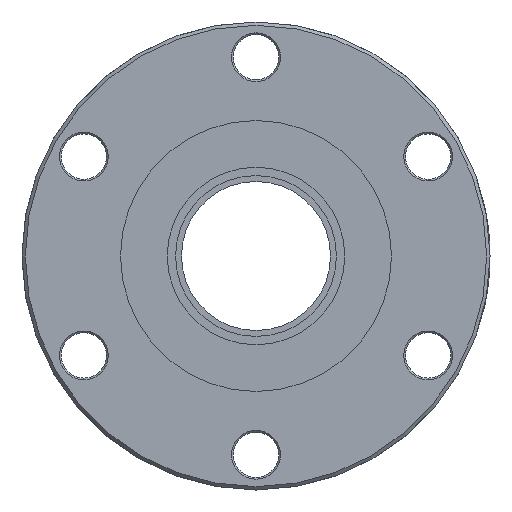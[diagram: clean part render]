
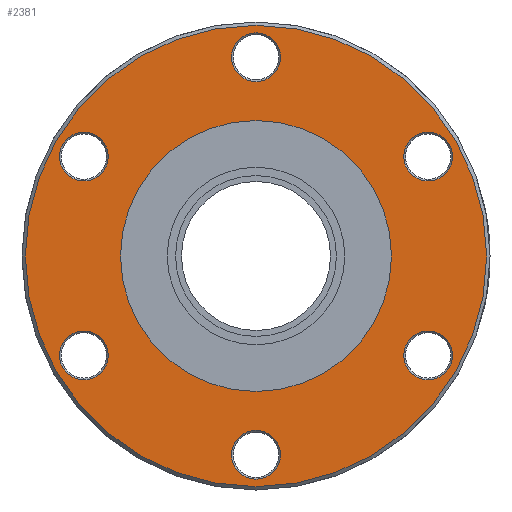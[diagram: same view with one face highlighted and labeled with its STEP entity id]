
A CAD part, front view. The second image highlights one B-rep face of the part: STEP entity #2381.
In plain terms, the highlighted planar face has unit normal (0, -1, 0).
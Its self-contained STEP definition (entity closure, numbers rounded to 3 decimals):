
#194=FACE_BOUND('',#429,.T.);
#195=FACE_BOUND('',#430,.T.);
#196=FACE_BOUND('',#431,.T.);
#197=FACE_BOUND('',#432,.T.);
#198=FACE_BOUND('',#433,.T.);
#199=FACE_BOUND('',#434,.T.);
#200=FACE_BOUND('',#435,.T.);
#220=PLANE('',#2595);
#291=FACE_OUTER_BOUND('',#428,.T.);
#428=EDGE_LOOP('',(#1618));
#429=EDGE_LOOP('',(#1619));
#430=EDGE_LOOP('',(#1620));
#431=EDGE_LOOP('',(#1621));
#432=EDGE_LOOP('',(#1622));
#433=EDGE_LOOP('',(#1623));
#434=EDGE_LOOP('',(#1624));
#435=EDGE_LOOP('',(#1625));
#877=CIRCLE('',#2589,12.7);
#881=CIRCLE('',#2594,34.05);
#882=CIRCLE('',#2596,3.6);
#883=CIRCLE('',#2597,3.6);
#884=CIRCLE('',#2598,3.6);
#885=CIRCLE('',#2599,3.6);
#886=CIRCLE('',#2600,3.6);
#887=CIRCLE('',#2601,3.6);
#988=VERTEX_POINT('',#3450);
#992=VERTEX_POINT('',#3460);
#993=VERTEX_POINT('',#3464);
#994=VERTEX_POINT('',#3466);
#995=VERTEX_POINT('',#3468);
#996=VERTEX_POINT('',#3470);
#997=VERTEX_POINT('',#3472);
#998=VERTEX_POINT('',#3474);
#1237=EDGE_CURVE('',#988,#988,#877,.T.);
#1243=EDGE_CURVE('',#992,#992,#881,.T.);
#1244=EDGE_CURVE('',#993,#993,#882,.T.);
#1245=EDGE_CURVE('',#994,#994,#883,.T.);
#1246=EDGE_CURVE('',#995,#995,#884,.T.);
#1247=EDGE_CURVE('',#996,#996,#885,.T.);
#1248=EDGE_CURVE('',#997,#997,#886,.T.);
#1249=EDGE_CURVE('',#998,#998,#887,.T.);
#1618=ORIENTED_EDGE('',*,*,#1243,.F.);
#1619=ORIENTED_EDGE('',*,*,#1237,.T.);
#1620=ORIENTED_EDGE('',*,*,#1244,.F.);
#1621=ORIENTED_EDGE('',*,*,#1245,.F.);
#1622=ORIENTED_EDGE('',*,*,#1246,.F.);
#1623=ORIENTED_EDGE('',*,*,#1247,.F.);
#1624=ORIENTED_EDGE('',*,*,#1248,.F.);
#1625=ORIENTED_EDGE('',*,*,#1249,.F.);
#2381=ADVANCED_FACE('',(#291,#194,#195,#196,#197,#198,#199,#200),#220,.T.);
#2589=AXIS2_PLACEMENT_3D('',#3451,#2831,#2832);
#2594=AXIS2_PLACEMENT_3D('',#3462,#2843,#2844);
#2595=AXIS2_PLACEMENT_3D('',#3463,#2845,#2846);
#2596=AXIS2_PLACEMENT_3D('',#3465,#2847,#2848);
#2597=AXIS2_PLACEMENT_3D('',#3467,#2849,#2850);
#2598=AXIS2_PLACEMENT_3D('',#3469,#2851,#2852);
#2599=AXIS2_PLACEMENT_3D('',#3471,#2853,#2854);
#2600=AXIS2_PLACEMENT_3D('',#3473,#2855,#2856);
#2601=AXIS2_PLACEMENT_3D('',#3475,#2857,#2858);
#2831=DIRECTION('center_axis',(0.,1.,0.));
#2832=DIRECTION('ref_axis',(-1.,0.,0.));
#2843=DIRECTION('center_axis',(0.,1.,0.));
#2844=DIRECTION('ref_axis',(1.,0.,0.));
#2845=DIRECTION('center_axis',(0.,-1.,0.));
#2846=DIRECTION('ref_axis',(0.,0.,-1.));
#2847=DIRECTION('center_axis',(0.,-1.,0.));
#2848=DIRECTION('ref_axis',(0.5,0.,0.866));
#2849=DIRECTION('center_axis',(0.,-1.,0.));
#2850=DIRECTION('ref_axis',(-1.,0.,0.));
#2851=DIRECTION('center_axis',(0.,-1.,0.));
#2852=DIRECTION('ref_axis',(0.5,0.,-0.866));
#2853=DIRECTION('center_axis',(0.,-1.,0.));
#2854=DIRECTION('ref_axis',(1.,0.,0.));
#2855=DIRECTION('center_axis',(0.,-1.,0.));
#2856=DIRECTION('ref_axis',(-0.5,0.,-0.866));
#2857=DIRECTION('center_axis',(0.,-1.,0.));
#2858=DIRECTION('ref_axis',(-0.5,0.,0.866));
#3450=CARTESIAN_POINT('',(12.7,0.,0.));
#3451=CARTESIAN_POINT('Origin',(0.,0.,0.));
#3460=CARTESIAN_POINT('',(-34.05,0.,0.));
#3462=CARTESIAN_POINT('Origin',(0.,0.,0.));
#3463=CARTESIAN_POINT('Origin',(-34.55,0.,0.));
#3464=CARTESIAN_POINT('',(23.618,0.,-17.793));
#3465=CARTESIAN_POINT('Origin',(25.418,0.,-14.675));
#3466=CARTESIAN_POINT('',(3.6,0.,29.35));
#3467=CARTESIAN_POINT('Origin',(0.,0.,29.35));
#3468=CARTESIAN_POINT('',(-27.218,0.,-11.557));
#3469=CARTESIAN_POINT('Origin',(-25.418,0.,-14.675));
#3470=CARTESIAN_POINT('',(-3.6,0.,-29.35));
#3471=CARTESIAN_POINT('Origin',(0.,0.,-29.35));
#3472=CARTESIAN_POINT('',(-23.618,0.,17.793));
#3473=CARTESIAN_POINT('Origin',(-25.418,0.,14.675));
#3474=CARTESIAN_POINT('',(27.218,0.,11.557));
#3475=CARTESIAN_POINT('Origin',(25.418,0.,14.675));
